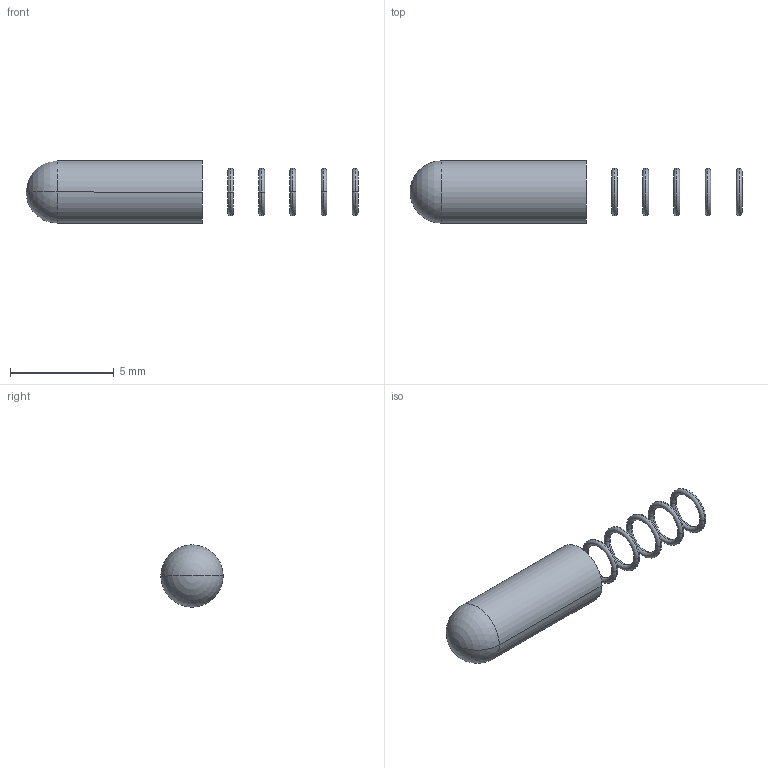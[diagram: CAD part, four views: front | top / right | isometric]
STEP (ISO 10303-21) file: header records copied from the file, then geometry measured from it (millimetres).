
FILE_DESCRIPTION(('STEP AP214'),'1');
FILE_NAME(' ',' ',('TraceParts'),('TraceParts S.A.'),'XStep 1.0',' ',' ');
FILE_SCHEMA(('automotive_design'));
Length unit declared in the file: millimetre
Products named in the file (6): 1; 2; 3; 4; 5; 6
Bounding box: 16 x 3 x 3 mm (x, y, z)
Volume: 26.2 mm3; surface area: 169.8 mm2
Topology: 6 solids, 6 shells, 29 faces, 60 edges, 30 vertices
Faces by surface type: torus 20, cylinder 4, sphere 4, plane 1
Entity records: 1567 total; most frequent: DIRECTION 178, STYLED_ITEM 121, PRESENTATION_STYLE_ASSIGNMENT 121, CARTESIAN_POINT 121, COLOUR_RGB 121, ORIENTED_EDGE 112, AXIS2_PLACEMENT_3D 87, EDGE_CURVE 56
